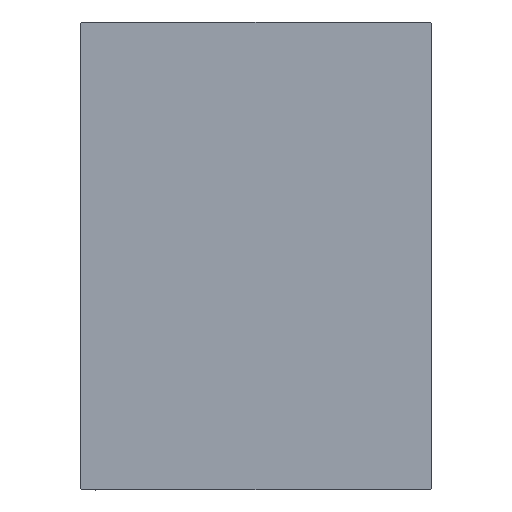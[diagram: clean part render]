
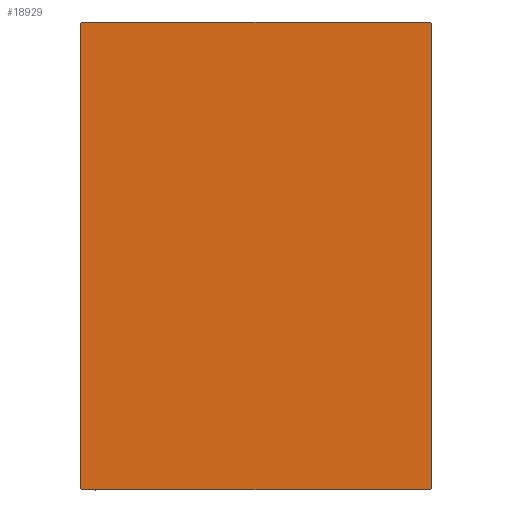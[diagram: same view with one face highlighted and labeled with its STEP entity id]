
A CAD part, left-side view. The second image highlights one B-rep face of the part: STEP entity #18929.
In plain terms, the highlighted face is planar.
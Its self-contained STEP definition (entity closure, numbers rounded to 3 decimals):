
#1535 = VECTOR ( 'NONE', #27534, 1000. ) ;
#1894 = VERTEX_POINT ( 'NONE', #42870 ) ;
#2090 = LINE ( 'NONE', #15554, #29254 ) ;
#2106 = VERTEX_POINT ( 'NONE', #19613 ) ;
#2169 = LINE ( 'NONE', #15194, #13630 ) ;
#2684 = EDGE_CURVE ( 'NONE', #2106, #15633, #2090, .T. ) ;
#3013 = DIRECTION ( 'NONE',  ( 0., 0.707, 0.707 ) ) ;
#4022 = EDGE_CURVE ( 'NONE', #40152, #6187, #9632, .T. ) ;
#4300 = VECTOR ( 'NONE', #39350, 1000. ) ;
#6187 = VERTEX_POINT ( 'NONE', #9540 ) ;
#6927 = PLANE ( 'NONE',  #18962 ) ;
#7246 = CARTESIAN_POINT ( 'NONE',  ( 153., 37.5, -50. ) ) ;
#7645 = DIRECTION ( 'NONE',  ( 0., 1., 0. ) ) ;
#9055 = ORIENTED_EDGE ( 'NONE', *, *, #29710, .T. ) ;
#9235 = CARTESIAN_POINT ( 'NONE',  ( 153., 37.2, -50. ) ) ;
#9540 = CARTESIAN_POINT ( 'NONE',  ( 153., 37.5, -49.7 ) ) ;
#9587 = LINE ( 'NONE', #36496, #17689 ) ;
#9595 = VERTEX_POINT ( 'NONE', #13998 ) ;
#9632 = LINE ( 'NONE', #33238, #39148 ) ;
#12144 = VECTOR ( 'NONE', #26552, 1000. ) ;
#13106 = LINE ( 'NONE', #37139, #12144 ) ;
#13552 = FACE_OUTER_BOUND ( 'NONE', #29292, .T. ) ;
#13630 = VECTOR ( 'NONE', #28639, 1000. ) ;
#13998 = CARTESIAN_POINT ( 'NONE',  ( 153., -37.5, -49.7 ) ) ;
#14305 = ORIENTED_EDGE ( 'NONE', *, *, #29203, .T. ) ;
#15194 = CARTESIAN_POINT ( 'NONE',  ( 153., 43.6, 43.6 ) ) ;
#15349 = VECTOR ( 'NONE', #7645, 1000. ) ;
#15554 = CARTESIAN_POINT ( 'NONE',  ( 153., -43.6, 43.6 ) ) ;
#15633 = VERTEX_POINT ( 'NONE', #20111 ) ;
#15906 = ORIENTED_EDGE ( 'NONE', *, *, #4022, .T. ) ;
#16505 = ORIENTED_EDGE ( 'NONE', *, *, #39199, .T. ) ;
#16788 = ORIENTED_EDGE ( 'NONE', *, *, #43052, .T. ) ;
#17689 = VECTOR ( 'NONE', #20376, 1000. ) ;
#18929 = ADVANCED_FACE ( 'NONE', ( #13552 ), #6927, .T. ) ;
#18962 = AXIS2_PLACEMENT_3D ( 'NONE', #33205, #26783, #23480 ) ;
#19613 = CARTESIAN_POINT ( 'NONE',  ( 153., -37.2, 50. ) ) ;
#20111 = CARTESIAN_POINT ( 'NONE',  ( 153., -37.5, 49.7 ) ) ;
#20376 = DIRECTION ( 'NONE',  ( 0., -1., 0. ) ) ;
#21082 = CARTESIAN_POINT ( 'NONE',  ( 153., 37.5, 49.7 ) ) ;
#23480 = DIRECTION ( 'NONE',  ( 0., 0., -1. ) ) ;
#26552 = DIRECTION ( 'NONE',  ( 0., 0.707, -0.707 ) ) ;
#26783 = DIRECTION ( 'NONE',  ( 1., 0., 0. ) ) ;
#27534 = DIRECTION ( 'NONE',  ( 0., 0., 1. ) ) ;
#28278 = EDGE_CURVE ( 'NONE', #15633, #9595, #38694, .T. ) ;
#28474 = VERTEX_POINT ( 'NONE', #29642 ) ;
#28639 = DIRECTION ( 'NONE',  ( 0., -0.707, 0.707 ) ) ;
#28982 = CARTESIAN_POINT ( 'NONE',  ( 153., -37.5, 50. ) ) ;
#29203 = EDGE_CURVE ( 'NONE', #28474, #2106, #9587, .T. ) ;
#29254 = VECTOR ( 'NONE', #42444, 1000. ) ;
#29292 = EDGE_LOOP ( 'NONE', ( #16788, #15906, #9055, #16505, #14305, #39383, #31248, #36976 ) ) ;
#29642 = CARTESIAN_POINT ( 'NONE',  ( 153., 37.2, 50. ) ) ;
#29710 = EDGE_CURVE ( 'NONE', #6187, #29947, #37471, .T. ) ;
#29947 = VERTEX_POINT ( 'NONE', #21082 ) ;
#30812 = CARTESIAN_POINT ( 'NONE',  ( 153., -37.5, -50. ) ) ;
#31248 = ORIENTED_EDGE ( 'NONE', *, *, #28278, .T. ) ;
#33205 = CARTESIAN_POINT ( 'NONE',  ( 153., 0., 0. ) ) ;
#33238 = CARTESIAN_POINT ( 'NONE',  ( 153., 43.6, -43.6 ) ) ;
#36496 = CARTESIAN_POINT ( 'NONE',  ( 153., 37.5, 50. ) ) ;
#36710 = EDGE_CURVE ( 'NONE', #9595, #1894, #13106, .T. ) ;
#36976 = ORIENTED_EDGE ( 'NONE', *, *, #36710, .T. ) ;
#37139 = CARTESIAN_POINT ( 'NONE',  ( 153., -43.6, -43.6 ) ) ;
#37428 = LINE ( 'NONE', #30812, #15349 ) ;
#37471 = LINE ( 'NONE', #7246, #1535 ) ;
#38694 = LINE ( 'NONE', #28982, #4300 ) ;
#39148 = VECTOR ( 'NONE', #3013, 1000. ) ;
#39199 = EDGE_CURVE ( 'NONE', #29947, #28474, #2169, .T. ) ;
#39350 = DIRECTION ( 'NONE',  ( 0., 0., -1. ) ) ;
#39383 = ORIENTED_EDGE ( 'NONE', *, *, #2684, .T. ) ;
#40152 = VERTEX_POINT ( 'NONE', #9235 ) ;
#42444 = DIRECTION ( 'NONE',  ( 0., -0.707, -0.707 ) ) ;
#42870 = CARTESIAN_POINT ( 'NONE',  ( 153., -37.2, -50. ) ) ;
#43052 = EDGE_CURVE ( 'NONE', #1894, #40152, #37428, .T. ) ;
